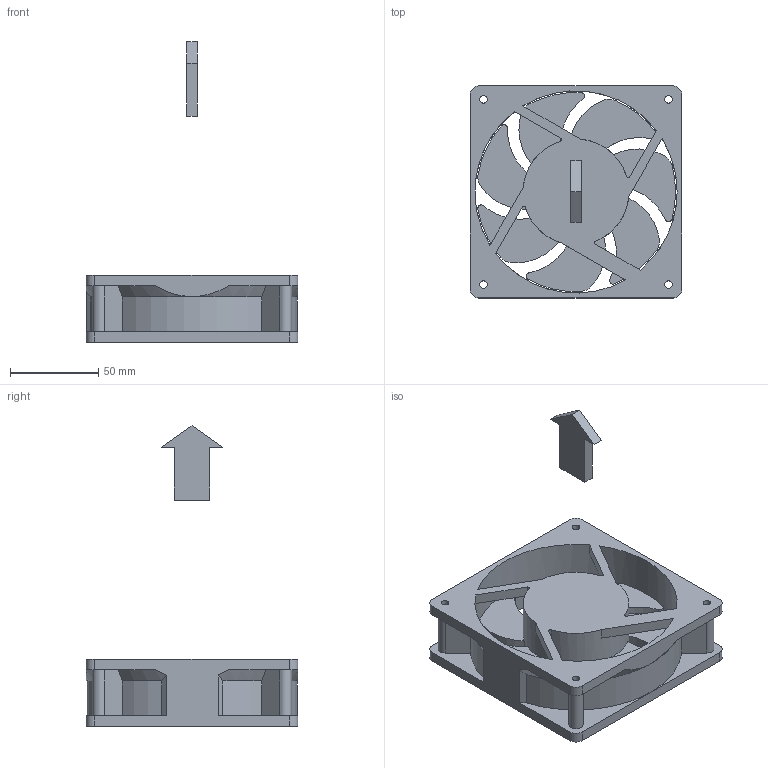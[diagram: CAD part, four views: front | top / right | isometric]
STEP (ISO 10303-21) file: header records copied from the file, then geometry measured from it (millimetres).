
FILE_DESCRIPTION( ( 'STEP AP203' ), '1' );
FILE_NAME( 'T-EMU1238-2-G.stp', '2021-05-17T03:19:35', ( 'License CC BY-ND 4.0' ), ( 'CADENAS' ), ' ', 'PARTsolutions', ' ' );
FILE_SCHEMA( ( 'CONFIG_CONTROL_DESIGN' ) );
Length unit declared in the file: millimetre
Products named in the file (3): T-EMU1238-2-G; _T-EMU1238-2-G4-b; _T-EMU1238-2-G4-a
Assembly tree (2 placements, depth 2):
  T-EMU1238-2-G
    _T-EMU1238-2-G4-b
    _T-EMU1238-2-G4-a
Bounding box: 120 x 120 x 170.21 mm (x, y, z)
Volume: 235558.6 mm3; surface area: 79442 mm2
Topology: 2 solids, 2 shells, 137 faces, 381 edges, 254 vertices
Faces by surface type: plane 70, cylinder 62, cone 5
Full cylindrical faces by diameter (mm): 4.3 x4, 60 x1, 114.54 x1
Entity records: 4610 total; most frequent: CARTESIAN_POINT 858, DIRECTION 798, ORIENTED_EDGE 746, EDGE_CURVE 373, AXIS2_PLACEMENT_3D 300, VERTEX_POINT 252, LINE 198, VECTOR 198
